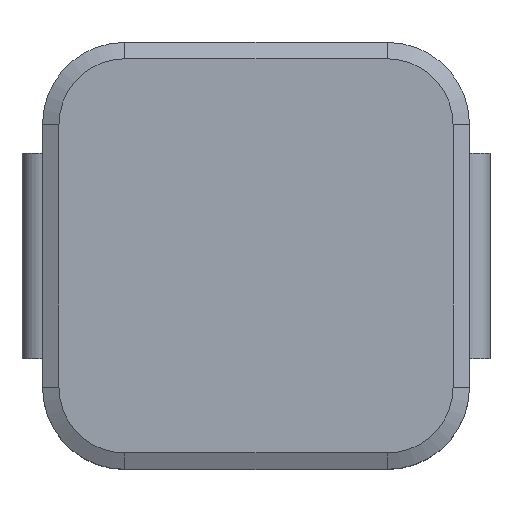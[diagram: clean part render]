
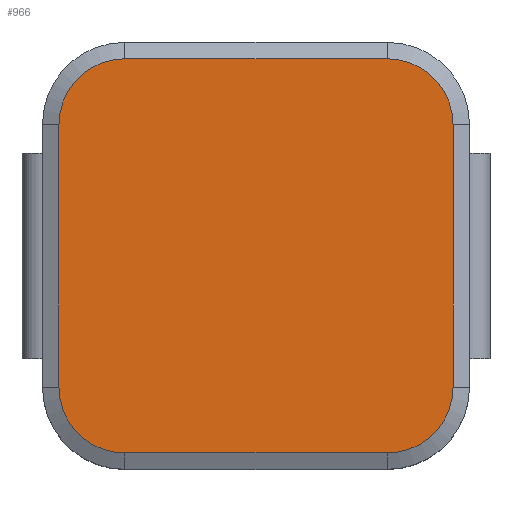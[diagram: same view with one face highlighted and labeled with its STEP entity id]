
A CAD part, top view. The second image highlights one B-rep face of the part: STEP entity #966.
In plain terms, the highlighted planar face has unit normal (0, 0, 1).
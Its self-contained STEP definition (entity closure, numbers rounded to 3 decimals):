
#47=CIRCLE($,#1041,0.8);
#48=CIRCLE($,#1043,0.8);
#49=CIRCLE($,#1047,0.8);
#50=CIRCLE($,#1049,0.8);
#114=FACE_OUTER_BOUND($,#166,.T.);
#166=EDGE_LOOP($,(#871,#872,#873,#874,#875,#876,#877,#878));
#265=LINE($,#1571,#373);
#269=LINE($,#1583,#377);
#271=LINE($,#1587,#379);
#274=LINE($,#1597,#382);
#373=VECTOR($,#1288,3.2);
#377=VECTOR($,#1302,3.2);
#379=VECTOR($,#1306,3.2);
#382=VECTOR($,#1319,3.2);
#463=VERTEX_POINT($,#1567);
#464=VERTEX_POINT($,#1569);
#465=VERTEX_POINT($,#1573);
#466=VERTEX_POINT($,#1577);
#467=VERTEX_POINT($,#1581);
#468=VERTEX_POINT($,#1585);
#469=VERTEX_POINT($,#1589);
#470=VERTEX_POINT($,#1593);
#593=EDGE_CURVE($,#463,#464,#265,.T.);
#595=EDGE_CURVE($,#464,#465,#47,.T.);
#597=EDGE_CURVE($,#466,#463,#48,.T.);
#599=EDGE_CURVE($,#465,#467,#269,.T.);
#601=EDGE_CURVE($,#468,#466,#271,.T.);
#603=EDGE_CURVE($,#467,#469,#49,.T.);
#605=EDGE_CURVE($,#470,#468,#50,.T.);
#606=EDGE_CURVE($,#469,#470,#274,.T.);
#871=ORIENTED_EDGE($,*,*,#597,.T.);
#872=ORIENTED_EDGE($,*,*,#593,.T.);
#873=ORIENTED_EDGE($,*,*,#595,.T.);
#874=ORIENTED_EDGE($,*,*,#599,.T.);
#875=ORIENTED_EDGE($,*,*,#603,.T.);
#876=ORIENTED_EDGE($,*,*,#606,.T.);
#877=ORIENTED_EDGE($,*,*,#605,.T.);
#878=ORIENTED_EDGE($,*,*,#601,.T.);
#914=PLANE($,#1051);
#966=ADVANCED_FACE($,(#114),#914,.T.);
#1041=AXIS2_PLACEMENT_3D($,#1575,#1292,#1293);
#1043=AXIS2_PLACEMENT_3D($,#1579,#1297,#1298);
#1047=AXIS2_PLACEMENT_3D($,#1591,#1310,#1311);
#1049=AXIS2_PLACEMENT_3D($,#1595,#1315,#1316);
#1051=AXIS2_PLACEMENT_3D($,#1598,#1320,#1321);
#1288=DIRECTION($,(-1.,0.,0.));
#1292=DIRECTION('center_axis',(0.,0.,1.));
#1293=DIRECTION('ref_axis',(1.,0.,0.));
#1297=DIRECTION('center_axis',(0.,0.,1.));
#1298=DIRECTION('ref_axis',(1.,0.,0.));
#1302=DIRECTION($,(0.,-1.,0.));
#1306=DIRECTION($,(0.,1.,0.));
#1310=DIRECTION('center_axis',(0.,0.,1.));
#1311=DIRECTION('ref_axis',(1.,0.,0.));
#1315=DIRECTION('center_axis',(0.,0.,1.));
#1316=DIRECTION('ref_axis',(1.,0.,0.));
#1319=DIRECTION($,(1.,0.,0.));
#1320=DIRECTION('center_axis',(0.,0.,1.));
#1321=DIRECTION('ref_axis',(1.,0.,0.));
#1567=CARTESIAN_POINT('',(1.6,2.4,1.8));
#1569=CARTESIAN_POINT('',(-1.6,2.4,1.8));
#1571=CARTESIAN_POINT($,(-1.6,2.4,1.8));
#1573=CARTESIAN_POINT('',(-2.4,1.6,1.8));
#1575=CARTESIAN_POINT('Origin',(-1.6,1.6,1.8));
#1577=CARTESIAN_POINT('',(2.4,1.6,1.8));
#1579=CARTESIAN_POINT('Origin',(1.6,1.6,1.8));
#1581=CARTESIAN_POINT('',(-2.4,-1.6,1.8));
#1583=CARTESIAN_POINT($,(-2.4,-1.6,1.8));
#1585=CARTESIAN_POINT('',(2.4,-1.6,1.8));
#1587=CARTESIAN_POINT($,(2.4,1.6,1.8));
#1589=CARTESIAN_POINT('',(-1.6,-2.4,1.8));
#1591=CARTESIAN_POINT('Origin',(-1.6,-1.6,1.8));
#1593=CARTESIAN_POINT('',(1.6,-2.4,1.8));
#1595=CARTESIAN_POINT('Origin',(1.6,-1.6,1.8));
#1597=CARTESIAN_POINT($,(1.6,-2.4,1.8));
#1598=CARTESIAN_POINT('Origin',(2.6,2.6,1.8));
